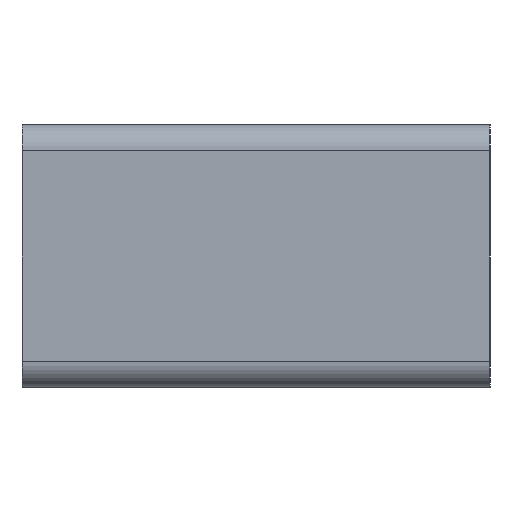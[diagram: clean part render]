
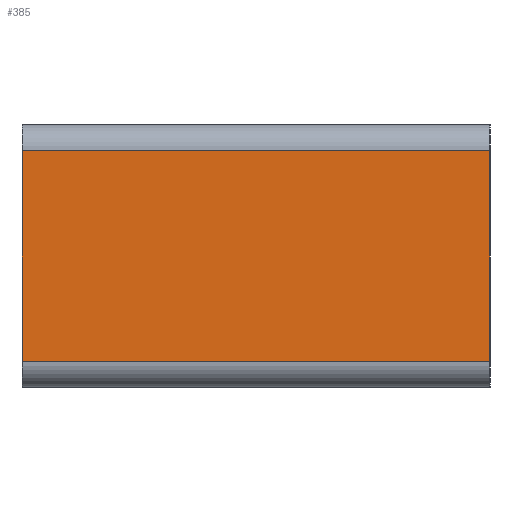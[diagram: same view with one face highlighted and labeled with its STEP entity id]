
A CAD part, left-side view. The second image highlights one B-rep face of the part: STEP entity #385.
In plain terms, the highlighted planar face has unit normal (-1, 0, 0).
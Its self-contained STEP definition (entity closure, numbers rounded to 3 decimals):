
#140=ORIENTED_EDGE('',*,*,#194,.T.);
#141=ORIENTED_EDGE('',*,*,#191,.F.);
#142=ORIENTED_EDGE('',*,*,#195,.F.);
#143=ORIENTED_EDGE('',*,*,#197,.T.);
#191=EDGE_CURVE('',#230,#231,#268,.T.);
#194=EDGE_CURVE('',#232,#231,#269,.T.);
#195=EDGE_CURVE('',#233,#230,#270,.T.);
#197=EDGE_CURVE('',#233,#232,#271,.T.);
#230=VERTEX_POINT('',#669);
#231=VERTEX_POINT('',#671);
#232=VERTEX_POINT('',#675);
#233=VERTEX_POINT('',#679);
#268=LINE('',#670,#306);
#269=LINE('',#676,#307);
#270=LINE('',#678,#308);
#271=LINE('',#682,#309);
#306=VECTOR('',#555,1000.);
#307=VECTOR('',#562,1000.);
#308=VECTOR('',#565,1000.);
#309=VECTOR('',#570,1000.);
#329=EDGE_LOOP('',(#140,#141,#142,#143));
#349=FACE_BOUND('',#329,.T.);
#361=PLANE('',#460);
#385=ADVANCED_FACE('',(#349),#361,.F.);
#460=AXIS2_PLACEMENT_3D('',#683,#571,#572);
#555=DIRECTION('',(0.,0.,1.));
#562=DIRECTION('',(0.,1.,0.));
#565=DIRECTION('',(0.,1.,0.));
#570=DIRECTION('',(0.,0.,1.));
#571=DIRECTION('',(1.,0.,0.));
#572=DIRECTION('',(0.,0.,1.));
#669=CARTESIAN_POINT('',(124.775,-57.8,1.695));
#670=CARTESIAN_POINT('',(124.775,-57.8,1.65));
#671=CARTESIAN_POINT('',(124.775,-57.8,2.055));
#675=CARTESIAN_POINT('',(124.775,-58.6,2.055));
#676=CARTESIAN_POINT('',(124.775,-58.6,2.055));
#678=CARTESIAN_POINT('',(124.775,-58.6,1.695));
#679=CARTESIAN_POINT('',(124.775,-58.6,1.695));
#682=CARTESIAN_POINT('',(124.775,-58.6,1.65));
#683=CARTESIAN_POINT('',(124.775,-58.6,1.65));
